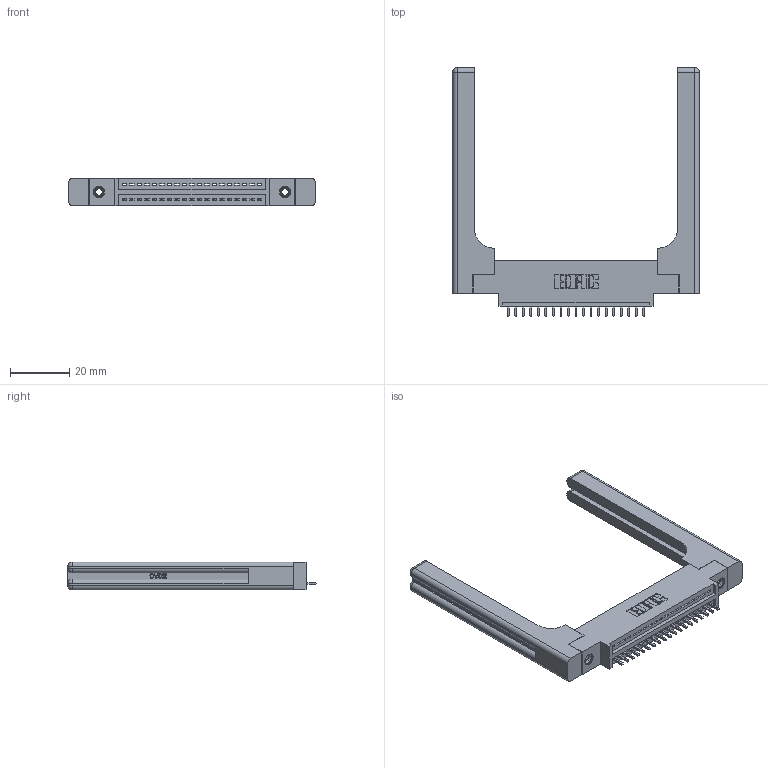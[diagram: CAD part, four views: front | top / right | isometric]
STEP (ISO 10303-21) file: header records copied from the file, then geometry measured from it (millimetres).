
FILE_DESCRIPTION (( 'STEP AP203' ), '1' );
FILE_NAME ('395-019-521-658.STEP', '2019-10-17T16:50:10', ( '' ), ( '' ), 'SwSTEP 2.0', 'SolidWorks 2016', '' );
FILE_SCHEMA (( 'CONFIG_CONTROL_DESIGN' ));
Length unit declared in the file: inch
Products named in the file (5): 395-019-521-658; 345-292-001_345-293-121; 345-250-001_345-250-001-102; 345-220-058_345-220-058; 345 Part_0.170 Offset - 0.156 Dia-TH
Assembly tree (24 placements, depth 2):
  395-019-521-658
    345 Part_0.170 Offset - 0.156 Dia-TH
    345-292-001_345-293-121  x19
    345-250-001_345-250-001-102  x2
    345-220-058_345-220-058  x2
Bounding box: 83.29 x 84 x 9.4 mm (x, y, z)
Volume: 16059.8 mm3; surface area: 14947.7 mm2
Topology: 24 solids, 24 shells, 1488 faces, 4363 edges, 2862 vertices
Faces by surface type: plane 992, cylinder 436, bspline 36, cone 12, sphere 8, torus 4
Entity records: 22728 total; most frequent: CARTESIAN_POINT 4910, ORIENTED_EDGE 3660, DIRECTION 3268, EDGE_CURVE 1830, LINE 1530, VECTOR 1530, VERTEX_POINT 1210, AXIS2_PLACEMENT_3D 869
